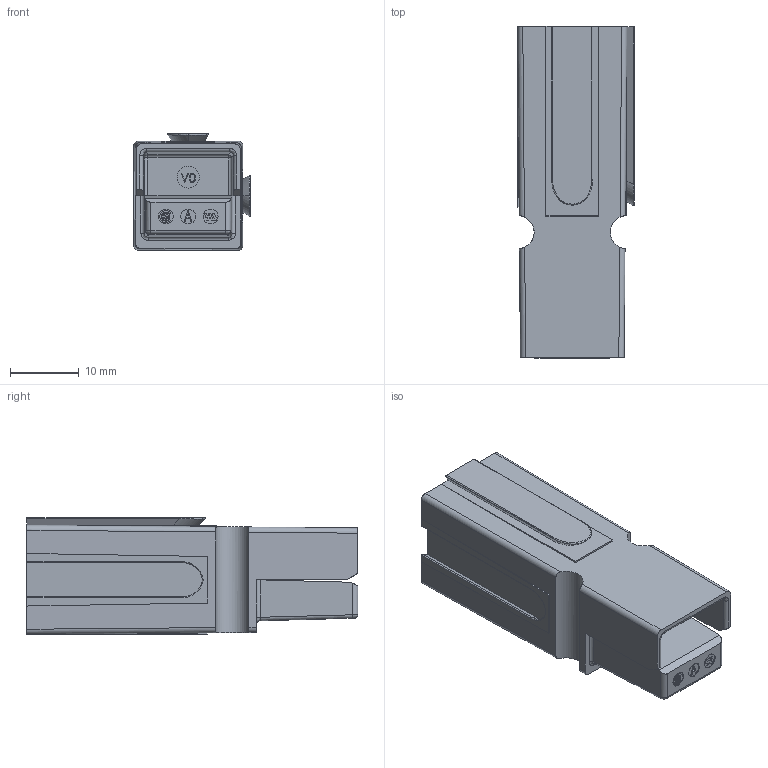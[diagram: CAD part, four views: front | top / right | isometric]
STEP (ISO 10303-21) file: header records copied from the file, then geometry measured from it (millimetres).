
FILE_DESCRIPTION(('FreeCAD Model'),'2;1');
FILE_NAME('APP_PP75-ORANGE.step' ,'2019-05-15T21:34:15',('Author'),(''), 'Open CASCADE STEP processor 7.2','FreeCAD','Unknown');
FILE_SCHEMA(('AUTOMOTIVE_DESIGN { 1 0 10303 214 1 1 1 1 }'));
Products named in the file (1): Shapes
Bounding box: 16.97 x 48.13 x 16.97 mm (x, y, z)
Volume: 9423 mm3; surface area: 4327.9 mm2
Topology: 1 solids, 1 shells, 475 faces, 1274 edges, 838 vertices
Faces by surface type: plane 294, bspline 107, cylinder 72, sphere 2
Entity records: 47124 total; most frequent: CARTESIAN_POINT 20054, DIRECTION 3782, LINE 2791, VECTOR 2791, ORIENTED_EDGE 2544, PCURVE 2544, DEFINITIONAL_REPRESENTATION 2544, EDGE_CURVE 1272
